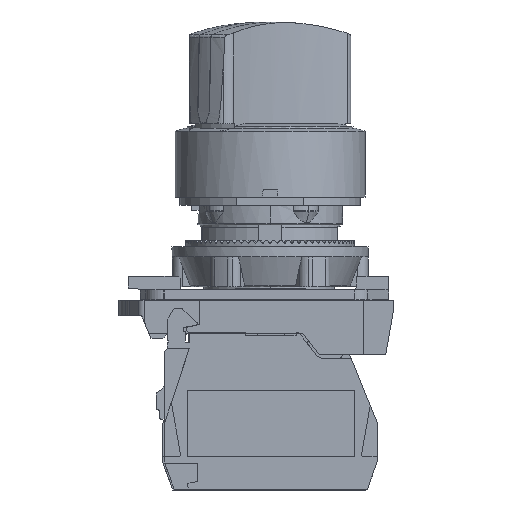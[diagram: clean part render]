
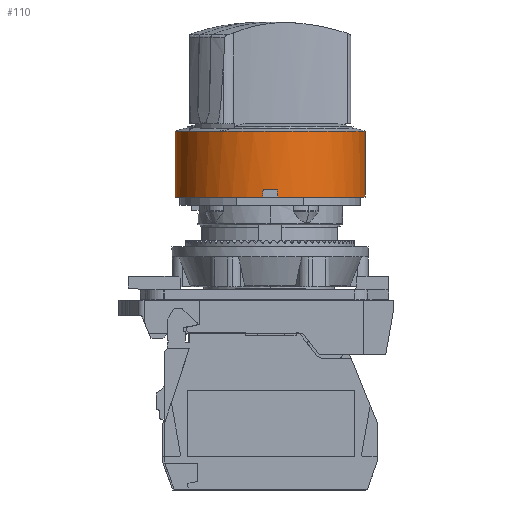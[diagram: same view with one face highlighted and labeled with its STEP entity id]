
A CAD part, left-side view. The second image highlights one B-rep face of the part: STEP entity #110.
In plain terms, the highlighted cylindrical face has radius 14.25 mm (diameter 28.5 mm), a partial arc.
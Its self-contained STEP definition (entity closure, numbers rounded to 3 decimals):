
#110=ADVANCED_FACE('',(#1917),#1918,.T.);
#1917=FACE_OUTER_BOUND('',#5532,.T.);
#1918=CYLINDRICAL_SURFACE('',#5533,14.25);
#5532=EDGE_LOOP('',(#9247,#9248,#9249,#9250,#9251,#9252,#9253,#9254));
#5533=AXIS2_PLACEMENT_3D('',#9255,#9256,#9257);
#9247=ORIENTED_EDGE('',*,*,#25042,.F.);
#9248=ORIENTED_EDGE('',*,*,#25043,.T.);
#9249=ORIENTED_EDGE('',*,*,#25044,.T.);
#9250=ORIENTED_EDGE('',*,*,#25045,.T.);
#9251=ORIENTED_EDGE('',*,*,#25046,.T.);
#9252=ORIENTED_EDGE('',*,*,#25047,.T.);
#9253=ORIENTED_EDGE('',*,*,#25048,.F.);
#9254=ORIENTED_EDGE('',*,*,#25018,.F.);
#9255=CARTESIAN_POINT('',(0.,0.,9.543));
#9256=DIRECTION('',(0.,0.,1.0));
#9257=DIRECTION('',(0.,1.0,0.));
#25018=EDGE_CURVE('',#30312,#30315,#30316,.T.);
#25042=EDGE_CURVE('',#30361,#30312,#30362,.T.);
#25043=EDGE_CURVE('',#30361,#30363,#30364,.T.);
#25044=EDGE_CURVE('',#30363,#30365,#30366,.T.);
#25045=EDGE_CURVE('',#30365,#30367,#30368,.T.);
#25046=EDGE_CURVE('',#30367,#30369,#30370,.T.);
#25047=EDGE_CURVE('',#30369,#30371,#30372,.T.);
#25048=EDGE_CURVE('',#30315,#30371,#30373,.T.);
#30312=VERTEX_POINT('',#39303);
#30315=VERTEX_POINT('',#39307);
#30316=CIRCLE('',#39308,14.25);
#30361=VERTEX_POINT('',#39392);
#30362=LINE('',#39393,#39394);
#30363=VERTEX_POINT('',#39395);
#30364=CIRCLE('',#39396,14.25);
#30365=VERTEX_POINT('',#39397);
#30366=ELLIPSE('',#39398,163.479,14.25);
#30367=VERTEX_POINT('',#39399);
#30368=CIRCLE('',#39400,14.25);
#30369=VERTEX_POINT('',#39401);
#30370=ELLIPSE('',#39402,163.479,14.25);
#30371=VERTEX_POINT('',#39403);
#30372=CIRCLE('',#39404,14.25);
#30373=LINE('',#39405,#39406);
#39303=CARTESIAN_POINT('',(0.,14.25,14.486));
#39307=CARTESIAN_POINT('',(0.,-14.25,14.486));
#39308=AXIS2_PLACEMENT_3D('',#56653,#56654,#56655);
#39392=CARTESIAN_POINT('',(0.,14.25,4.6));
#39393=CARTESIAN_POINT('',(0.,14.25,9.543));
#39394=VECTOR('',#56701,1.0);
#39395=CARTESIAN_POINT('',(-14.203,1.155,4.6));
#39396=AXIS2_PLACEMENT_3D('',#56702,#56703,#56704);
#39397=CARTESIAN_POINT('',(-14.211,1.05,5.8));
#39398=AXIS2_PLACEMENT_3D('',#56705,#56706,#56707);
#39399=CARTESIAN_POINT('',(-14.211,-1.05,5.8));
#39400=AXIS2_PLACEMENT_3D('',#56708,#56709,#56710);
#39401=CARTESIAN_POINT('',(-14.203,-1.155,4.6));
#39402=AXIS2_PLACEMENT_3D('',#56711,#56712,#56713);
#39403=CARTESIAN_POINT('',(0.,-14.25,4.6));
#39404=AXIS2_PLACEMENT_3D('',#56714,#56715,#56716);
#39405=CARTESIAN_POINT('',(0.,-14.25,9.543));
#39406=VECTOR('',#56717,1.0);
#56653=CARTESIAN_POINT('',(0.,0.,14.486));
#56654=DIRECTION('',(0.,0.,1.0));
#56655=DIRECTION('',(0.,1.0,0.));
#56701=DIRECTION('',(0.,0.,1.0));
#56702=CARTESIAN_POINT('',(0.,0.,4.6));
#56703=DIRECTION('',(0.,0.,1.0));
#56704=DIRECTION('',(0.,1.0,0.));
#56705=CARTESIAN_POINT('',(0.,0.,17.8));
#56706=DIRECTION('',(0.,0.996,0.087));
#56707=DIRECTION('',(0.,0.087,-0.996));
#56708=CARTESIAN_POINT('',(0.,0.,5.8));
#56709=DIRECTION('',(0.,-0.0,1.0));
#56710=DIRECTION('',(0.0,1.0,0.0));
#56711=CARTESIAN_POINT('',(0.,0.,17.8));
#56712=DIRECTION('',(0.,-0.996,0.087));
#56713=DIRECTION('',(0.,0.087,0.996));
#56714=CARTESIAN_POINT('',(0.,0.,4.6));
#56715=DIRECTION('',(0.,0.,1.0));
#56716=DIRECTION('',(0.,1.0,0.));
#56717=DIRECTION('',(0.,0.,-1.0));
